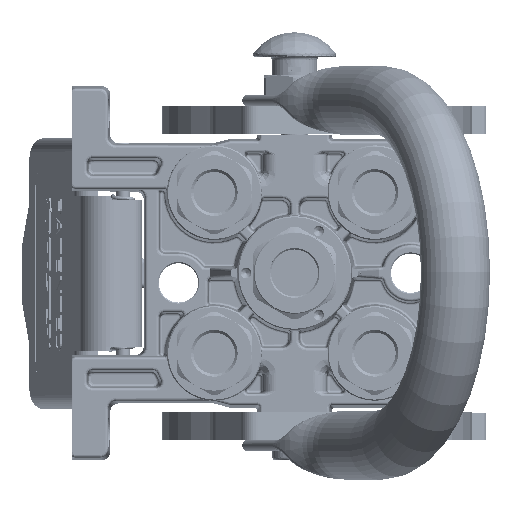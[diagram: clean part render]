
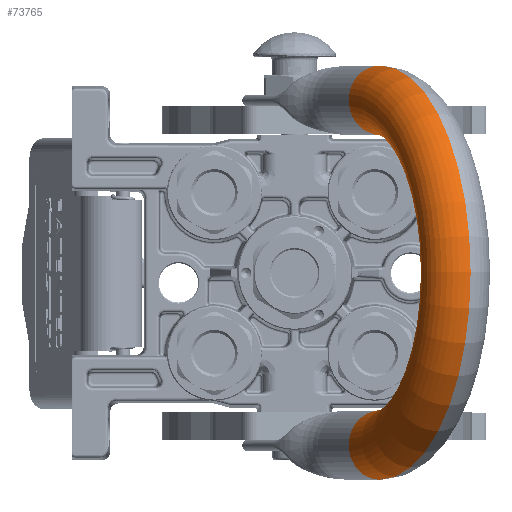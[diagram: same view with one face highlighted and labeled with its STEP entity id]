
A CAD part, top view. The second image highlights one B-rep face of the part: STEP entity #73765.
In plain terms, the highlighted toroidal (fillet/blend) face has major radius 62.25 mm and minor radius 12.5 mm.
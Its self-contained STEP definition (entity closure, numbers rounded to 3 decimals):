
#1493 = ORIENTED_EDGE ( 'NONE', *, *, #151066, .F. ) ;
#2614 = ORIENTED_EDGE ( 'NONE', *, *, #121274, .T. ) ;
#8081 = TOROIDAL_SURFACE ( 'NONE', #89840, 62.25, 12.5 ) ;
#13256 = DIRECTION ( 'NONE',  ( -1., 0., 0. ) ) ;
#13679 = CARTESIAN_POINT ( 'NONE',  ( 0., 0., 25.25 ) ) ;
#15069 = DIRECTION ( 'NONE',  ( 0., 1., 0. ) ) ;
#28364 = VERTEX_POINT ( 'NONE', #119348 ) ;
#38160 = VERTEX_POINT ( 'NONE', #149322 ) ;
#39008 = CIRCLE ( 'NONE', #89916, 12.5 ) ;
#40895 = ORIENTED_EDGE ( 'NONE', *, *, #141612, .F. ) ;
#51677 = DIRECTION ( 'NONE',  ( 0., 0., -1. ) ) ;
#60076 = FACE_OUTER_BOUND ( 'NONE', #72501, .T. ) ;
#68184 = DIRECTION ( 'NONE',  ( -1., 0., 0. ) ) ;
#72501 = EDGE_LOOP ( 'NONE', ( #162630, #40895, #1493, #2614 ) ) ;
#73765 = ADVANCED_FACE ( 'NONE', ( #60076 ), #8081, .T. ) ;
#76912 = CARTESIAN_POINT ( 'NONE',  ( -62.25, 0., 25.25 ) ) ;
#78692 = DIRECTION ( 'NONE',  ( 1., 0., 0. ) ) ;
#81451 = VERTEX_POINT ( 'NONE', #99585 ) ;
#89163 = AXIS2_PLACEMENT_3D ( 'NONE', #194975, #102346, #196333 ) ;
#89840 = AXIS2_PLACEMENT_3D ( 'NONE', #13679, #15069, #78692 ) ;
#89916 = AXIS2_PLACEMENT_3D ( 'NONE', #194021, #51677, #132488 ) ;
#92792 = DIRECTION ( 'NONE',  ( 0., 0., 1. ) ) ;
#99585 = CARTESIAN_POINT ( 'NONE',  ( 74.75, 0., 25.25 ) ) ;
#102030 = CARTESIAN_POINT ( 'NONE',  ( 0., 0., 25.25 ) ) ;
#102346 = DIRECTION ( 'NONE',  ( 0., 1., 0. ) ) ;
#104302 = CIRCLE ( 'NONE', #89163, 49.75 ) ;
#104754 = AXIS2_PLACEMENT_3D ( 'NONE', #76912, #92792, #13256 ) ;
#106113 = AXIS2_PLACEMENT_3D ( 'NONE', #102030, #132448, #68184 ) ;
#119348 = CARTESIAN_POINT ( 'NONE',  ( -74.75, 0., 25.25 ) ) ;
#121274 = EDGE_CURVE ( 'NONE', #28364, #173154, #128739, .T. ) ;
#128739 = CIRCLE ( 'NONE', #104754, 12.5 ) ;
#132448 = DIRECTION ( 'NONE',  ( 0., 1., 0. ) ) ;
#132488 = DIRECTION ( 'NONE',  ( 1., 0., 0. ) ) ;
#134272 = CIRCLE ( 'NONE', #106113, 74.75 ) ;
#141612 = EDGE_CURVE ( 'NONE', #81451, #38160, #39008, .T. ) ;
#149322 = CARTESIAN_POINT ( 'NONE',  ( 49.75, 0., 25.25 ) ) ;
#151066 = EDGE_CURVE ( 'NONE', #28364, #81451, #134272, .T. ) ;
#155467 = CARTESIAN_POINT ( 'NONE',  ( -49.75, 0., 25.25 ) ) ;
#162630 = ORIENTED_EDGE ( 'NONE', *, *, #183888, .T. ) ;
#173154 = VERTEX_POINT ( 'NONE', #155467 ) ;
#183888 = EDGE_CURVE ( 'NONE', #173154, #38160, #104302, .T. ) ;
#194021 = CARTESIAN_POINT ( 'NONE',  ( 62.25, 0., 25.25 ) ) ;
#194975 = CARTESIAN_POINT ( 'NONE',  ( 0., 0., 25.25 ) ) ;
#196333 = DIRECTION ( 'NONE',  ( -1., 0., 0. ) ) ;
